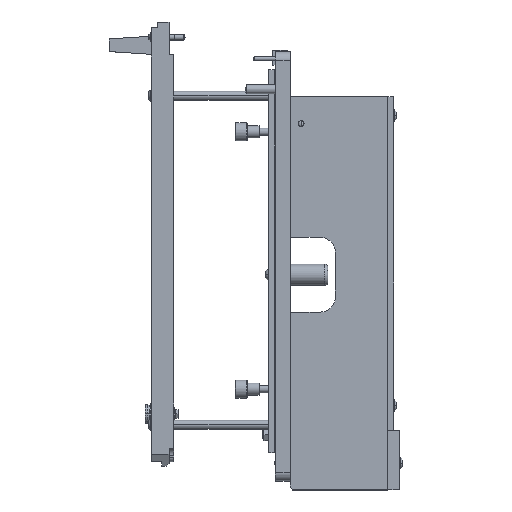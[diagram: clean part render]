
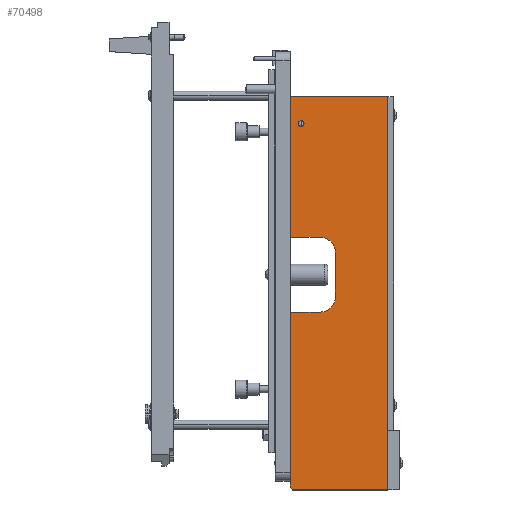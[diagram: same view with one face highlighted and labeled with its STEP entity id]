
A CAD part, left-side view. The second image highlights one B-rep face of the part: STEP entity #70498.
In plain terms, the highlighted face is planar.
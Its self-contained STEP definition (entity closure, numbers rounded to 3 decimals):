
#440 = ORIENTED_EDGE ( 'NONE', *, *, #34444, .F. ) ;
#1941 = CARTESIAN_POINT ( 'NONE',  ( 5., 45., 2.5 ) ) ;
#2143 = CARTESIAN_POINT ( 'NONE',  ( 5., 0., 131.5 ) ) ;
#2214 = ORIENTED_EDGE ( 'NONE', *, *, #35595, .T. ) ;
#2762 = EDGE_CURVE ( 'NONE', #20239, #23696, #70989, .T. ) ;
#4062 = CARTESIAN_POINT ( 'NONE',  ( 5., 0., -131.5 ) ) ;
#7576 = EDGE_CURVE ( 'NONE', #52410, #74865, #7638, .T. ) ;
#7638 = CIRCLE ( 'NONE', #77806, 10. ) ;
#7738 = CARTESIAN_POINT ( 'NONE',  ( 5., 65., 12.5 ) ) ;
#7861 = LINE ( 'NONE', #31503, #59535 ) ;
#8407 = CARTESIAN_POINT ( 'NONE',  ( 5., 65., 12.5 ) ) ;
#8670 = EDGE_CURVE ( 'NONE', #77964, #16670, #61995, .T. ) ;
#8690 = DIRECTION ( 'NONE',  ( 0., 0., -1. ) ) ;
#9690 = DIRECTION ( 'NONE',  ( 0., 0., 1. ) ) ;
#10972 = DIRECTION ( 'NONE',  ( 0., -0.5, 0.866 ) ) ;
#11047 = CARTESIAN_POINT ( 'NONE',  ( 5., 57.9, -111.5 ) ) ;
#11190 = CARTESIAN_POINT ( 'NONE',  ( 5., 65., 131.5 ) ) ;
#11352 = LINE ( 'NONE', #70743, #46076 ) ;
#11679 = VERTEX_POINT ( 'NONE', #57775 ) ;
#12350 = CARTESIAN_POINT ( 'NONE',  ( 5., 65., 131.5 ) ) ;
#13061 = VECTOR ( 'NONE', #61709, 1000. ) ;
#13814 = CARTESIAN_POINT ( 'NONE',  ( 5., 45., 12.5 ) ) ;
#14153 = CARTESIAN_POINT ( 'NONE',  ( 5., 63.845, 131.5 ) ) ;
#14674 = ORIENTED_EDGE ( 'NONE', *, *, #58940, .F. ) ;
#15045 = DIRECTION ( 'NONE',  ( 0., -1., 0. ) ) ;
#15156 = EDGE_CURVE ( 'NONE', #74865, #39010, #17546, .T. ) ;
#15790 = VECTOR ( 'NONE', #62513, 1000. ) ;
#16074 = ORIENTED_EDGE ( 'NONE', *, *, #66398, .T. ) ;
#16631 = ORIENTED_EDGE ( 'NONE', *, *, #53945, .F. ) ;
#16655 = DIRECTION ( 'NONE',  ( 0., 0., -1. ) ) ;
#16670 = VERTEX_POINT ( 'NONE', #73989 ) ;
#17546 = LINE ( 'NONE', #86094, #22710 ) ;
#18820 = ORIENTED_EDGE ( 'NONE', *, *, #20713, .T. ) ;
#19764 = EDGE_CURVE ( 'NONE', #11679, #32605, #49962, .T. ) ;
#19793 = VERTEX_POINT ( 'NONE', #4062 ) ;
#19990 = ORIENTED_EDGE ( 'NONE', *, *, #2762, .T. ) ;
#20239 = VERTEX_POINT ( 'NONE', #82723 ) ;
#20713 = EDGE_CURVE ( 'NONE', #23696, #20239, #42153, .T. ) ;
#22024 = AXIS2_PLACEMENT_3D ( 'NONE', #22657, #77265, #56262 ) ;
#22657 = CARTESIAN_POINT ( 'NONE',  ( 5., 57.9, -113.5 ) ) ;
#22710 = VECTOR ( 'NONE', #45536, 1000. ) ;
#23696 = VERTEX_POINT ( 'NONE', #11047 ) ;
#24501 = VERTEX_POINT ( 'NONE', #64942 ) ;
#25244 = VECTOR ( 'NONE', #15045, 1000. ) ;
#25705 = VECTOR ( 'NONE', #37274, 1000. ) ;
#27067 = CARTESIAN_POINT ( 'NONE',  ( 5., 65., 129.5 ) ) ;
#27358 = LINE ( 'NONE', #7738, #25244 ) ;
#30356 = ORIENTED_EDGE ( 'NONE', *, *, #43152, .F. ) ;
#30900 = LINE ( 'NONE', #41601, #13061 ) ;
#31503 = CARTESIAN_POINT ( 'NONE',  ( 5., 65., 129.5 ) ) ;
#32023 = DIRECTION ( 'NONE',  ( 0., -1., 0. ) ) ;
#32605 = VERTEX_POINT ( 'NONE', #41498 ) ;
#34444 = EDGE_CURVE ( 'NONE', #73508, #75866, #11352, .T. ) ;
#35126 = ORIENTED_EDGE ( 'NONE', *, *, #7576, .F. ) ;
#35595 = EDGE_CURVE ( 'NONE', #73508, #77964, #7861, .T. ) ;
#37274 = DIRECTION ( 'NONE',  ( 0., 1., 0. ) ) ;
#37654 = ORIENTED_EDGE ( 'NONE', *, *, #8670, .T. ) ;
#38515 = DIRECTION ( 'NONE',  ( 0., 0., 1. ) ) ;
#39010 = VERTEX_POINT ( 'NONE', #68144 ) ;
#39787 = VECTOR ( 'NONE', #32023, 1000. ) ;
#40702 = FACE_OUTER_BOUND ( 'NONE', #66380, .T. ) ;
#41498 = CARTESIAN_POINT ( 'NONE',  ( 5., 65., -37.5 ) ) ;
#41601 = CARTESIAN_POINT ( 'NONE',  ( 5., 65., -131.5 ) ) ;
#41622 = LINE ( 'NONE', #77228, #68067 ) ;
#42153 = CIRCLE ( 'NONE', #22024, 2. ) ;
#42920 = CARTESIAN_POINT ( 'NONE',  ( 5., 57.9, -113.5 ) ) ;
#43152 = EDGE_CURVE ( 'NONE', #39010, #11679, #84070, .T. ) ;
#45536 = DIRECTION ( 'NONE',  ( 0., 0., -1. ) ) ;
#46076 = VECTOR ( 'NONE', #64529, 1000. ) ;
#46271 = AXIS2_PLACEMENT_3D ( 'NONE', #11190, #78404, #38515 ) ;
#47387 = LINE ( 'NONE', #2143, #15790 ) ;
#48999 = DIRECTION ( 'NONE',  ( 1., 0., 0. ) ) ;
#49962 = LINE ( 'NONE', #51139, #25705 ) ;
#51139 = CARTESIAN_POINT ( 'NONE',  ( 5., 65., -37.5 ) ) ;
#52410 = VERTEX_POINT ( 'NONE', #13814 ) ;
#53945 = EDGE_CURVE ( 'NONE', #75866, #52410, #27358, .T. ) ;
#56262 = DIRECTION ( 'NONE',  ( 0., 0., 1. ) ) ;
#56411 = DIRECTION ( 'NONE',  ( 1., 0., 0. ) ) ;
#57775 = CARTESIAN_POINT ( 'NONE',  ( 5., 45., -37.5 ) ) ;
#58940 = EDGE_CURVE ( 'NONE', #32605, #24501, #41622, .T. ) ;
#59535 = VECTOR ( 'NONE', #10972, 1000. ) ;
#59796 = FACE_BOUND ( 'NONE', #83658, .T. ) ;
#61709 = DIRECTION ( 'NONE',  ( 0., -1., 0. ) ) ;
#61995 = LINE ( 'NONE', #12350, #39787 ) ;
#62513 = DIRECTION ( 'NONE',  ( 0., 0., -1. ) ) ;
#62741 = DIRECTION ( 'NONE',  ( -1., 0., 0. ) ) ;
#64330 = CARTESIAN_POINT ( 'NONE',  ( 5., 35., 2.5 ) ) ;
#64352 = AXIS2_PLACEMENT_3D ( 'NONE', #83955, #56411, #16655 ) ;
#64529 = DIRECTION ( 'NONE',  ( 0., 0., -1. ) ) ;
#64824 = PLANE ( 'NONE',  #46271 ) ;
#64942 = CARTESIAN_POINT ( 'NONE',  ( 5., 65., -131.5 ) ) ;
#66276 = ORIENTED_EDGE ( 'NONE', *, *, #19764, .F. ) ;
#66380 = EDGE_LOOP ( 'NONE', ( #440, #2214, #37654, #16074, #84328, #14674, #66276, #30356, #68863, #35126, #16631 ) ) ;
#66398 = EDGE_CURVE ( 'NONE', #16670, #19793, #47387, .T. ) ;
#68067 = VECTOR ( 'NONE', #76934, 1000. ) ;
#68144 = CARTESIAN_POINT ( 'NONE',  ( 5., 35., -27.5 ) ) ;
#68863 = ORIENTED_EDGE ( 'NONE', *, *, #15156, .F. ) ;
#70498 = ADVANCED_FACE ( 'NONE', ( #59796, #40702 ), #64824, .F. ) ;
#70743 = CARTESIAN_POINT ( 'NONE',  ( 5., 65., 131.5 ) ) ;
#70989 = CIRCLE ( 'NONE', #80569, 2. ) ;
#73508 = VERTEX_POINT ( 'NONE', #27067 ) ;
#73989 = CARTESIAN_POINT ( 'NONE',  ( 5., 0., 131.5 ) ) ;
#74865 = VERTEX_POINT ( 'NONE', #64330 ) ;
#75866 = VERTEX_POINT ( 'NONE', #8407 ) ;
#76934 = DIRECTION ( 'NONE',  ( 0., 0., -1. ) ) ;
#77228 = CARTESIAN_POINT ( 'NONE',  ( 5., 65., 131.5 ) ) ;
#77265 = DIRECTION ( 'NONE',  ( -1., 0., 0. ) ) ;
#77806 = AXIS2_PLACEMENT_3D ( 'NONE', #1941, #48999, #8690 ) ;
#77964 = VERTEX_POINT ( 'NONE', #14153 ) ;
#78404 = DIRECTION ( 'NONE',  ( -1., 0., 0. ) ) ;
#79687 = EDGE_CURVE ( 'NONE', #24501, #19793, #30900, .T. ) ;
#80569 = AXIS2_PLACEMENT_3D ( 'NONE', #42920, #62741, #9690 ) ;
#82723 = CARTESIAN_POINT ( 'NONE',  ( 5., 57.9, -115.5 ) ) ;
#83658 = EDGE_LOOP ( 'NONE', ( #18820, #19990 ) ) ;
#83955 = CARTESIAN_POINT ( 'NONE',  ( 5., 45., -27.5 ) ) ;
#84070 = CIRCLE ( 'NONE', #64352, 10. ) ;
#84328 = ORIENTED_EDGE ( 'NONE', *, *, #79687, .F. ) ;
#86094 = CARTESIAN_POINT ( 'NONE',  ( 5., 35., 2.5 ) ) ;
